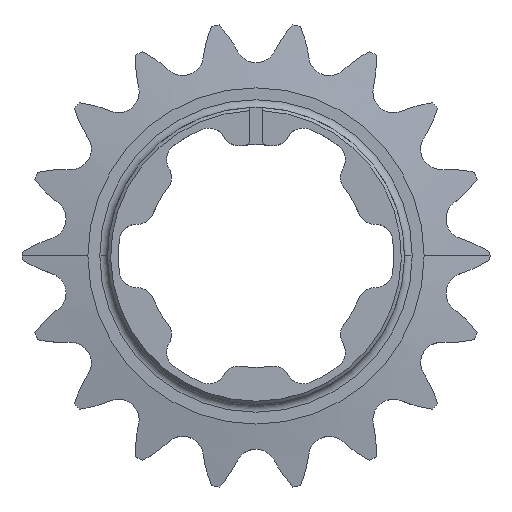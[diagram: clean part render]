
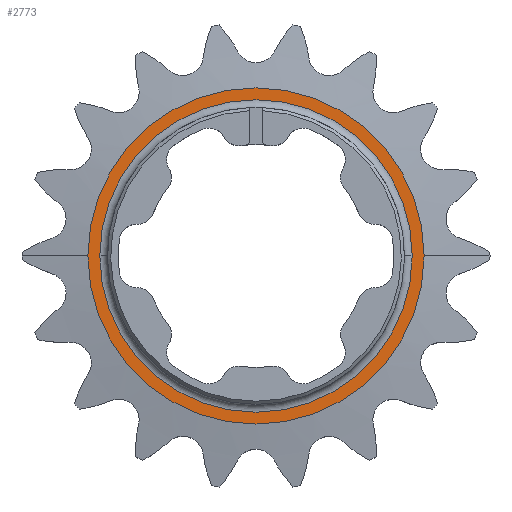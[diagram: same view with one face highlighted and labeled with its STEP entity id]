
A CAD part, top view. The second image highlights one B-rep face of the part: STEP entity #2773.
In plain terms, the highlighted planar face has unit normal (0, 0, 1).
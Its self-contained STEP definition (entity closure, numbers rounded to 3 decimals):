
#31 = CIRCLE ( 'NONE', #2776, 21.575 ) ;
#232 = DIRECTION ( 'NONE',  ( 1., 0., 0. ) ) ;
#340 = VERTEX_POINT ( 'NONE', #5466 ) ;
#640 = FACE_OUTER_BOUND ( 'NONE', #5503, .T. ) ;
#802 = CARTESIAN_POINT ( 'NONE',  ( 0., 0., 2.381 ) ) ;
#1211 = DIRECTION ( 'NONE',  ( 0., 0., 1. ) ) ;
#1337 = DIRECTION ( 'NONE',  ( 1., 0., 0. ) ) ;
#1358 = CIRCLE ( 'NONE', #4680, 21.575 ) ;
#1588 = DIRECTION ( 'NONE',  ( 0., 0., 1. ) ) ;
#1617 = CARTESIAN_POINT ( 'NONE',  ( 0., 0., 2.381 ) ) ;
#1643 = DIRECTION ( 'NONE',  ( 0., 0., -1. ) ) ;
#1808 = CARTESIAN_POINT ( 'NONE',  ( 0., 0., 2.381 ) ) ;
#1841 = DIRECTION ( 'NONE',  ( 0., 0., -1. ) ) ;
#2012 = EDGE_CURVE ( 'NONE', #2034, #4687, #31, .T. ) ;
#2034 = VERTEX_POINT ( 'NONE', #3048 ) ;
#2119 = DIRECTION ( 'NONE',  ( 1., 0., 0. ) ) ;
#2467 = EDGE_CURVE ( 'NONE', #340, #4101, #3168, .T. ) ;
#2537 = EDGE_CURVE ( 'NONE', #4687, #2034, #1358, .T. ) ;
#2766 = AXIS2_PLACEMENT_3D ( 'NONE', #1808, #1841, #1337 ) ;
#2773 = ADVANCED_FACE ( 'NONE', ( #4444, #640 ), #4385, .T. ) ;
#2776 = AXIS2_PLACEMENT_3D ( 'NONE', #1617, #4296, #232 ) ;
#2887 = ORIENTED_EDGE ( 'NONE', *, *, #5296, .T. ) ;
#2954 = CARTESIAN_POINT ( 'NONE',  ( 0., 0., 2.381 ) ) ;
#3048 = CARTESIAN_POINT ( 'NONE',  ( 21.575, 0., 2.381 ) ) ;
#3071 = EDGE_LOOP ( 'NONE', ( #2887, #4957 ) ) ;
#3168 = CIRCLE ( 'NONE', #4011, 20.05 ) ;
#3526 = CIRCLE ( 'NONE', #2766, 20.05 ) ;
#3544 = DIRECTION ( 'NONE',  ( 1., 0., 0. ) ) ;
#3739 = CARTESIAN_POINT ( 'NONE',  ( 20.05, 0., 2.381 ) ) ;
#3849 = CARTESIAN_POINT ( 'NONE',  ( 0., 0., 2.381 ) ) ;
#4011 = AXIS2_PLACEMENT_3D ( 'NONE', #2954, #1643, #2119 ) ;
#4101 = VERTEX_POINT ( 'NONE', #3739 ) ;
#4296 = DIRECTION ( 'NONE',  ( 0., 0., 1. ) ) ;
#4385 = PLANE ( 'NONE',  #4586 ) ;
#4444 = FACE_BOUND ( 'NONE', #3071, .T. ) ;
#4586 = AXIS2_PLACEMENT_3D ( 'NONE', #802, #1211, #4827 ) ;
#4680 = AXIS2_PLACEMENT_3D ( 'NONE', #3849, #1588, #3544 ) ;
#4687 = VERTEX_POINT ( 'NONE', #5012 ) ;
#4827 = DIRECTION ( 'NONE',  ( 1., 0., 0. ) ) ;
#4957 = ORIENTED_EDGE ( 'NONE', *, *, #2467, .T. ) ;
#4986 = ORIENTED_EDGE ( 'NONE', *, *, #2012, .T. ) ;
#5012 = CARTESIAN_POINT ( 'NONE',  ( -21.575, 0., 2.381 ) ) ;
#5218 = ORIENTED_EDGE ( 'NONE', *, *, #2537, .T. ) ;
#5296 = EDGE_CURVE ( 'NONE', #4101, #340, #3526, .T. ) ;
#5466 = CARTESIAN_POINT ( 'NONE',  ( -20.05, 0., 2.381 ) ) ;
#5503 = EDGE_LOOP ( 'NONE', ( #5218, #4986 ) ) ;
